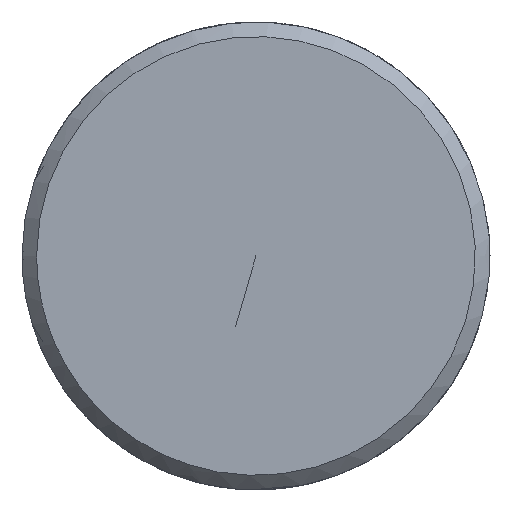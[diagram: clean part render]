
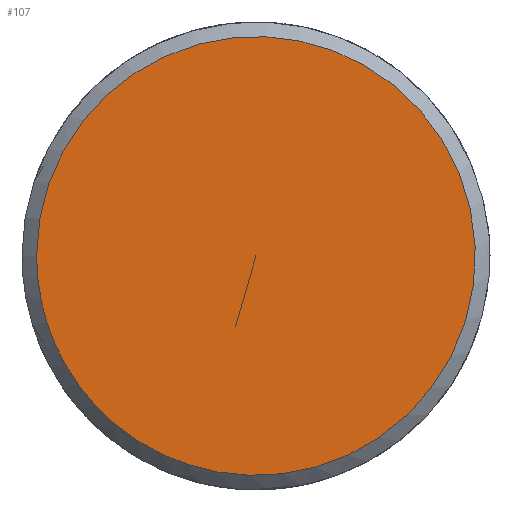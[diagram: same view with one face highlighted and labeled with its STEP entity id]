
A CAD part, left-side view. The second image highlights one B-rep face of the part: STEP entity #107.
In plain terms, the highlighted free-form (B-spline) face has degree [5, 3] with [6, 4] control points.
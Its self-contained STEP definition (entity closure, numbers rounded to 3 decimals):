
#59 = CARTESIAN_POINT ('', (-118., 0., 0.));
#60 = VERTEX_POINT ('', #59);
#61 = CARTESIAN_POINT ('', (-118., 3.75, 0.));
#62 = VERTEX_POINT ('', #61);
#63 = CARTESIAN_POINT ('', (-118., 0., 0.));
#64 = CARTESIAN_POINT ('', (-118., 1.25, 0.));
#65 = CARTESIAN_POINT ('', (-118., 2.5, 0.));
#66 = CARTESIAN_POINT ('', (-118., 3.75, 0.));
#67 = B_SPLINE_CURVE_WITH_KNOTS ('', 3, (#63, #64, #65, #66), .UNSPECIFIED., .F., .U., (4, 4), (0., 1.), .UNSPECIFIED.);
#68 = EDGE_CURVE ('', #60, #62, #67, .T.);
#69 = ORIENTED_EDGE ('', *, *, #68, .F.);
#70 = ORIENTED_EDGE ('', *, *, #68, .T.);
#71 = CARTESIAN_POINT ('', (-118., 3.75, 0.));
#72 = CARTESIAN_POINT ('', (-118., 3.75, 15.));
#73 = CARTESIAN_POINT ('', (-118., -11.25, 7.5));
#74 = CARTESIAN_POINT ('', (-118., -11.25, -7.5));
#75 = CARTESIAN_POINT ('', (-118., 3.75, -15.));
#76 = CARTESIAN_POINT ('', (-118., 3.75, 0.));
#77 = (
   BOUNDED_CURVE ()
   B_SPLINE_CURVE (5, (#71, #72, #73, #74, #75, #76), .UNSPECIFIED., .T., .U.)
   B_SPLINE_CURVE_WITH_KNOTS ((6, 6), (0., 1.), .UNSPECIFIED.)
   CURVE ()
   GEOMETRIC_REPRESENTATION_ITEM ()
   RATIONAL_B_SPLINE_CURVE ((5., 1., 1., 1., 1., 5.))
   REPRESENTATION_ITEM ('')
);
#78 = EDGE_CURVE ('', #62, #62, #77, .T.);
#79 = ORIENTED_EDGE ('', *, *, #78, .F.);
#80 = EDGE_LOOP ('', (#69, #70, #79));
#81 = FACE_OUTER_BOUND ('', #80, .T.);
#82 = CARTESIAN_POINT ('', (-118., 0., 0.));
#83 = CARTESIAN_POINT ('', (-118., 1.25, 0.));
#84 = CARTESIAN_POINT ('', (-118., 2.5, 0.));
#85 = CARTESIAN_POINT ('', (-118., 3.75, 0.));
#86 = CARTESIAN_POINT ('', (-118., 0., 0.));
#87 = CARTESIAN_POINT ('', (-118., 1.25, 5.));
#88 = CARTESIAN_POINT ('', (-118., 2.5, 10.));
#89 = CARTESIAN_POINT ('', (-118., 3.75, 15.));
#90 = CARTESIAN_POINT ('', (-118., 0., 0.));
#91 = CARTESIAN_POINT ('', (-118., -3.75, 2.5));
#92 = CARTESIAN_POINT ('', (-118., -7.5, 5.));
#93 = CARTESIAN_POINT ('', (-118., -11.25, 7.5));
#94 = CARTESIAN_POINT ('', (-118., 0., 0.));
#95 = CARTESIAN_POINT ('', (-118., -3.75, -2.5));
#96 = CARTESIAN_POINT ('', (-118., -7.5, -5.));
#97 = CARTESIAN_POINT ('', (-118., -11.25, -7.5));
#98 = CARTESIAN_POINT ('', (-118., 0., 0.));
#99 = CARTESIAN_POINT ('', (-118., 1.25, -5.));
#100 = CARTESIAN_POINT ('', (-118., 2.5, -10.));
#101 = CARTESIAN_POINT ('', (-118., 3.75, -15.));
#102 = CARTESIAN_POINT ('', (-118., 0., 0.));
#103 = CARTESIAN_POINT ('', (-118., 1.25, 0.));
#104 = CARTESIAN_POINT ('', (-118., 2.5, 0.));
#105 = CARTESIAN_POINT ('', (-118., 3.75, 0.));
#106 = (
   BOUNDED_SURFACE ()
   B_SPLINE_SURFACE (5, 3, ((#82, #83, #84, #85), (#86, #87, #88, #89), (#90, #91, #92, #93), (#94, #95, #96, #97), (#98, #99, #100, #101), (#102, #103, #104, #105)), .UNSPECIFIED., .T., .F., .U.)
   B_SPLINE_SURFACE_WITH_KNOTS ((6, 6), (4, 4), (0., 1.), (0., 1.), .UNSPECIFIED.)
   SURFACE ()
   GEOMETRIC_REPRESENTATION_ITEM ()
   RATIONAL_B_SPLINE_SURFACE (((5., 5., 5., 5.), (1., 1., 1., 1.), (1., 1., 1., 1.), (1., 1., 1., 1.), (1., 1., 1., 1.), (5., 5., 5., 5.)))
   REPRESENTATION_ITEM ('')
);
#107 = ADVANCED_FACE ('', (#81), #106, .T.);
